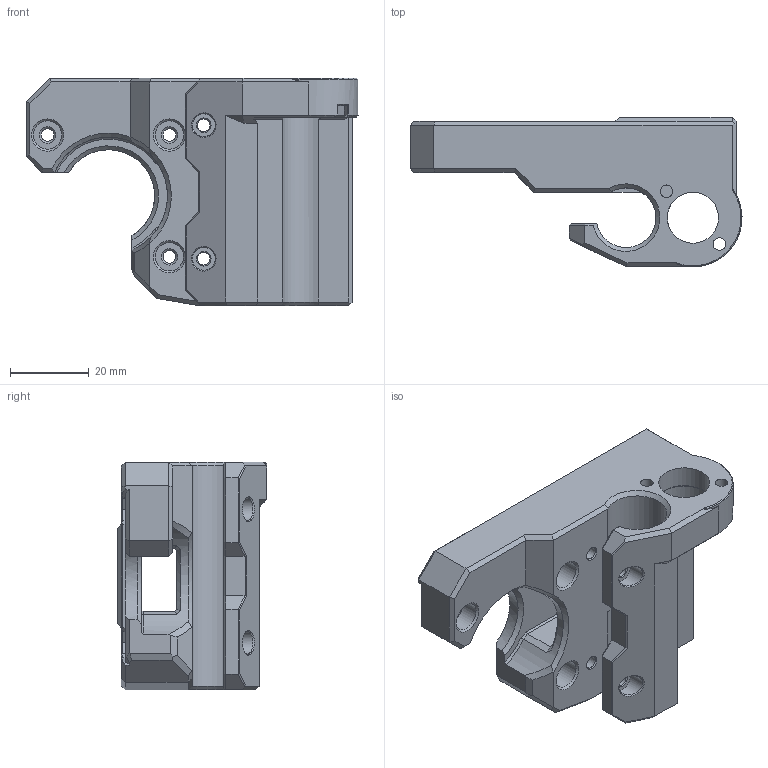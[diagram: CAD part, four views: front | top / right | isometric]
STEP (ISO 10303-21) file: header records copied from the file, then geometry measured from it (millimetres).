
FILE_DESCRIPTION(/* description */ ('STEP AP242','CAx-IF Rec.Pracs.---Representation and Presentation of Product Manufacturing Information (PMI)---4.0---2014-10-13','CAx-IF Rec.Pracs.---3D Tessellated Geometry---0.4---2014-09-14','2;1'),/* implementation_level */ '2;1');
FILE_NAME(/* name */ '62ddb7cf85b3d72a0a16f3c0',/* time_stamp */ '2022-07-24T21:21:20+00:00',/* author */ (''),/* organization */ (''),/* preprocessor_version */ 'ST-DEVELOPER v18.102',/* originating_system */ ' ',/* authorisation */ ' ');
FILE_SCHEMA (('AP242_MANAGED_MODEL_BASED_3D_ENGINEERING_MIM_LF { 1 0 10303 442 1 1 4 }'));
Length unit declared in the file: metre
Products named in the file (1): X motor mount V2 (1)
Bounding box: 84.5 x 38.11 x 58 mm (x, y, z)
Volume: 59597.9 mm3; surface area: 21427.2 mm2
Topology: 1 solids, 1 shells, 343 faces, 918 edges, 584 vertices
Faces by surface type: plane 246, bspline 41, cone 33, cylinder 23
Full cylindrical faces by diameter (mm): 3.2 x10, 5.8 x2, 7.2 x3, 13.02 x1, 14 x1
Entity records: 10739 total; most frequent: CARTESIAN_POINT 2649, ORIENTED_EDGE 1722, DIRECTION 1489, EDGE_CURVE 861, LINE 639, VECTOR 639, VERTEX_POINT 564, AXIS2_PLACEMENT_3D 425
